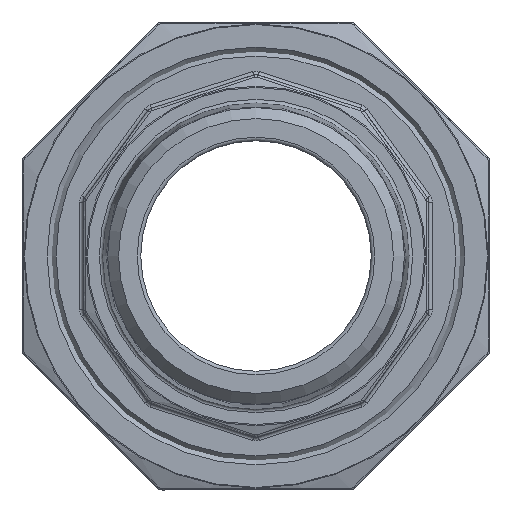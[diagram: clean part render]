
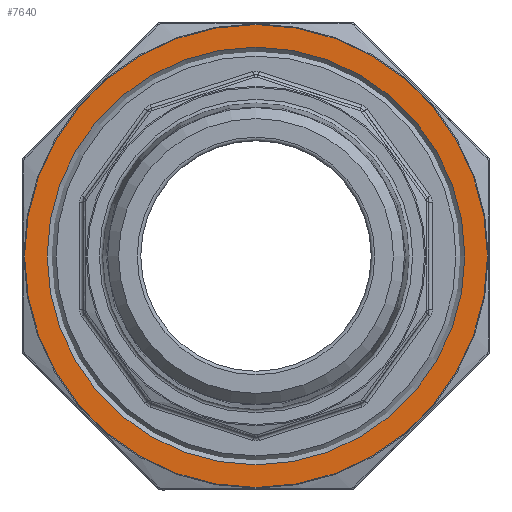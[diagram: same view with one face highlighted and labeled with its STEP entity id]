
A CAD part, left-side view. The second image highlights one B-rep face of the part: STEP entity #7640.
In plain terms, the highlighted planar face has unit normal (-1, 0, 0).
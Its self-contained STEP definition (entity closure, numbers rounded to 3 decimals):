
#445 = EDGE_CURVE ( 'NONE', #20342, #20342, #5579, .T. ) ;
#3077 = DIRECTION ( 'NONE',  ( 0., 0., -1. ) ) ;
#4253 = ORIENTED_EDGE ( 'NONE', *, *, #445, .T. ) ;
#4980 = EDGE_CURVE ( 'NONE', #7105, #7105, #5532, .T. ) ;
#5532 = CIRCLE ( 'NONE', #13236, 29. ) ;
#5579 = CIRCLE ( 'NONE', #17297, 32.147 ) ;
#5964 = CARTESIAN_POINT ( 'NONE',  ( -22., 0., 32.147 ) ) ;
#6285 = CARTESIAN_POINT ( 'NONE',  ( -22., 0., 0. ) ) ;
#7105 = VERTEX_POINT ( 'NONE', #12260 ) ;
#7355 = DIRECTION ( 'NONE',  ( 1., 0., 0. ) ) ;
#7506 = FACE_OUTER_BOUND ( 'NONE', #15619, .T. ) ;
#7640 = ADVANCED_FACE ( 'NONE', ( #7506, #13919 ), #10468, .T. ) ;
#8766 = DIRECTION ( 'NONE',  ( 0., 0., 1. ) ) ;
#9315 = DIRECTION ( 'NONE',  ( 0., 0., 1. ) ) ;
#10365 = CARTESIAN_POINT ( 'NONE',  ( -22., 42.92, 0. ) ) ;
#10468 = PLANE ( 'NONE',  #15982 ) ;
#10801 = ORIENTED_EDGE ( 'NONE', *, *, #4980, .T. ) ;
#12260 = CARTESIAN_POINT ( 'NONE',  ( -22., 0., -29. ) ) ;
#13236 = AXIS2_PLACEMENT_3D ( 'NONE', #17448, #7355, #3077 ) ;
#13919 = FACE_BOUND ( 'NONE', #16994, .T. ) ;
#15619 = EDGE_LOOP ( 'NONE', ( #4253 ) ) ;
#15982 = AXIS2_PLACEMENT_3D ( 'NONE', #10365, #16849, #8766 ) ;
#16849 = DIRECTION ( 'NONE',  ( -1., 0., 0. ) ) ;
#16994 = EDGE_LOOP ( 'NONE', ( #10801 ) ) ;
#17297 = AXIS2_PLACEMENT_3D ( 'NONE', #6285, #17608, #9315 ) ;
#17448 = CARTESIAN_POINT ( 'NONE',  ( -22., 0., 0. ) ) ;
#17608 = DIRECTION ( 'NONE',  ( -1., 0., 0. ) ) ;
#20342 = VERTEX_POINT ( 'NONE', #5964 ) ;
